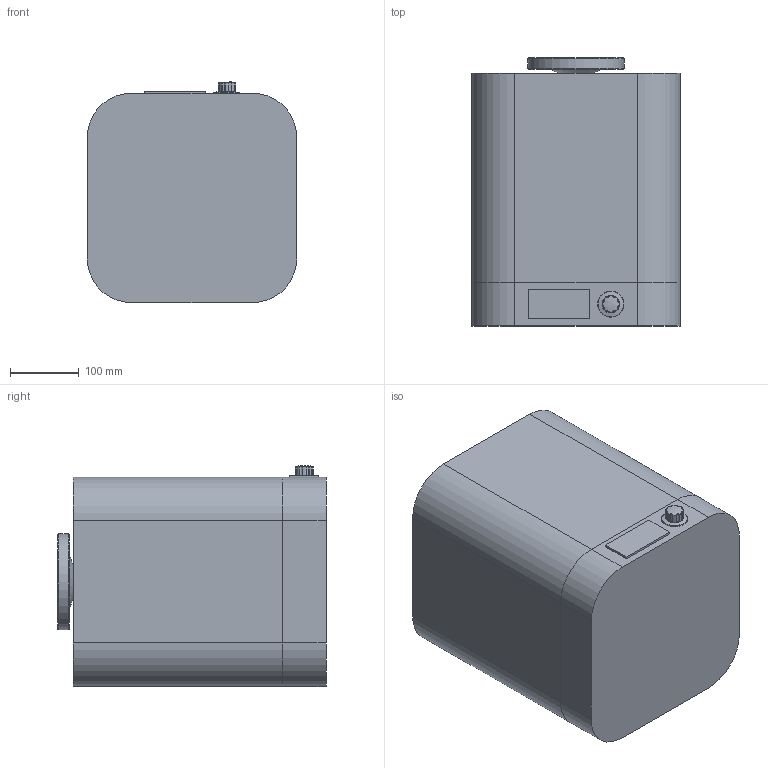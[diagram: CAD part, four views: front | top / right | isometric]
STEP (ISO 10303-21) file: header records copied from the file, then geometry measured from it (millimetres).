
FILE_DESCRIPTION(/* description */ (''),/* implementation_level */ '2;1');
FILE_NAME(/* name */ 'idealized_ver v6.step',/* time_stamp */ '2019-12-03T15:34:16-05:00',/* author */ (''),/* organization */ (''),/* preprocessor_version */ 'ST-DEVELOPER v18',/* originating_system */ 'Autodesk Translation Framework v8.12.0.6',/* authorisation */ '');
FILE_SCHEMA (('AUTOMOTIVE_DESIGN { 1 0 10303 214 3 1 1 }'));
Length unit declared in the file: inch
Products named in the file (3): idealized_ver; 6094K94; 6714K15
Assembly tree (2 placements, depth 2):
  idealized_ver
    6094K94
    6714K15
Bounding box: 304.8 x 390.9 x 322.08 mm (x, y, z)
Volume: 32434471.3 mm3; surface area: 844985.6 mm2
Topology: 5 solids, 5 shells, 162 faces, 384 edges, 238 vertices
Faces by surface type: cylinder 63, plane 43, sphere 26, torus 19, bspline 8, cone 3
Full cylindrical faces by diameter (mm): 6.35 x9, 31 x1, 33 x2, 38.1 x1, 38.94 x1, 104.8 x1, 107 x1, 140 x1
Entity records: 5892 total; most frequent: CARTESIAN_POINT 1958, DIRECTION 906, ORIENTED_EDGE 750, AXIS2_PLACEMENT_3D 390, EDGE_CURVE 375, VERTEX_POINT 238, CIRCLE 231, EDGE_LOOP 177
